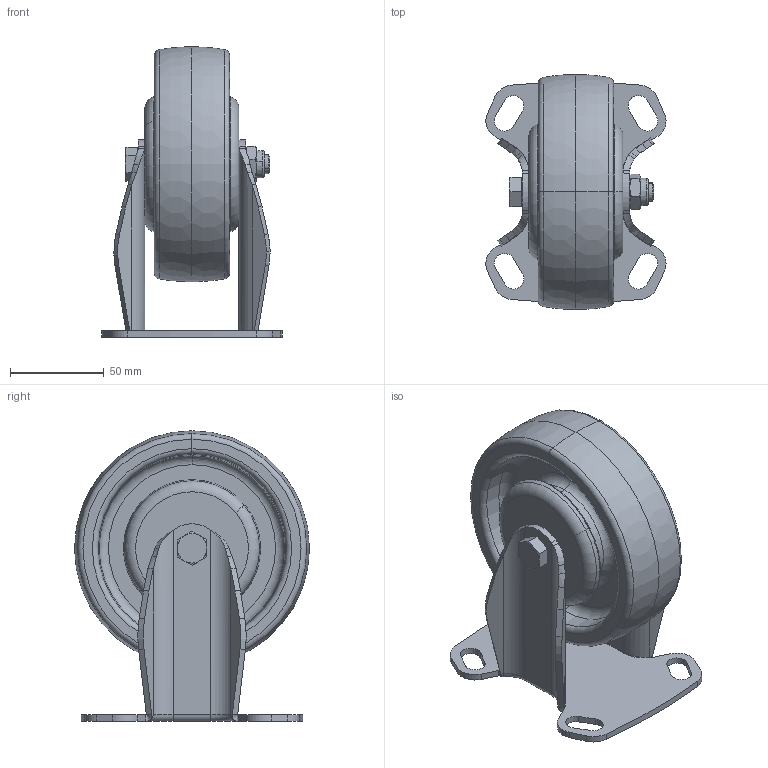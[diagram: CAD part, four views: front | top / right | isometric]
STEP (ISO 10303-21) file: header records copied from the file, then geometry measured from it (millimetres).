
FILE_DESCRIPTION (( 'STEP AP203' ), '1' );
FILE_NAME ('11510500071013.STEP', '2025-01-15T13:17:11', ( '20241006' ), ( '' ), 'SwSTEP 2.0', 'SolidWorks 2021', '' );
FILE_SCHEMA (( 'CONFIG_CONTROL_DESIGN' ));
Length unit declared in the file: millimetre
Products named in the file (6): M10_2__A_O^11510500451013.STEP; 5''''(?125x40中寬42-03孔)透明MRC輪; 11510500071013; 彈簧輪用(ψ73xψ12.5x7)黑色防塵蓋; hexagon head bolts gb_GB_FASTENER_BOLT_SB A M10X70-N__A_O^11510500451013.STEP; 5__D__________A_O^11510500451013.STEP
Assembly tree (6 placements, depth 2):
  11510500071013
    5__D__________A_O^11510500451013.STEP
    hexagon head bolts gb_GB_FASTENER_BOLT_SB A M10X70-N__A_O^11510500451013.STEP
    M10_2__A_O^11510500451013.STEP
    彈簧輪用(ψ73xψ12.5x7)黑色防塵蓋  x2
    5''''(?125x40中寬42-03孔)透明MRC輪
Bounding box: 95.76 x 125 x 154.5 mm (x, y, z)
Volume: 403695.5 mm3; surface area: 116515.7 mm2
Topology: 6 solids, 6 shells, 286 faces, 675 edges, 413 vertices
Faces by surface type: plane 91, cylinder 77, torus 44, cone 42, bspline 32
Entity records: 10002 total; most frequent: CARTESIAN_POINT 3363, ORIENTED_EDGE 1266, DIRECTION 1249, EDGE_CURVE 633, AXIS2_PLACEMENT_3D 496, VERTEX_POINT 387, EDGE_LOOP 292, ADVANCED_FACE 265
